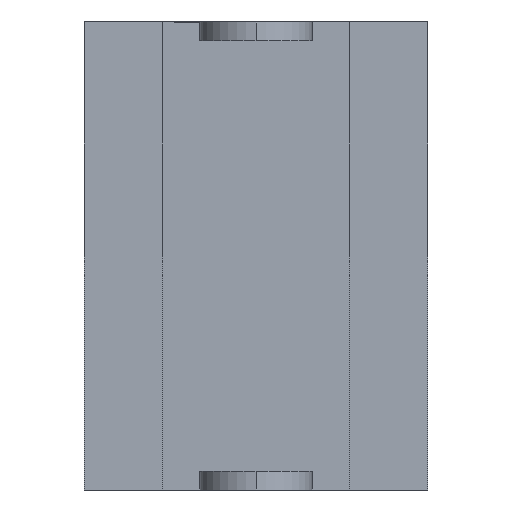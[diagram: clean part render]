
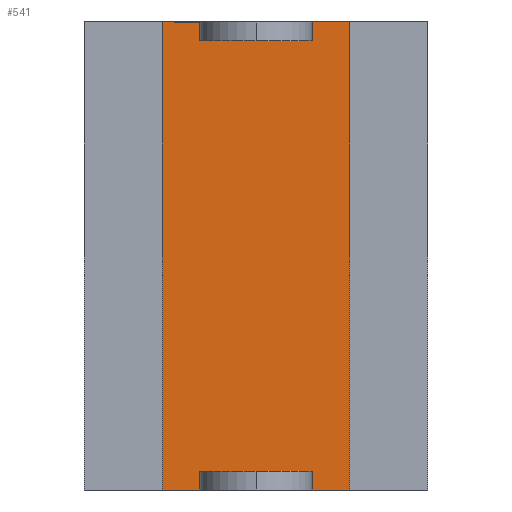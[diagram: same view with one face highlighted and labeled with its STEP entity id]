
A CAD part, front view. The second image highlights one B-rep face of the part: STEP entity #541.
In plain terms, the highlighted planar face has unit normal (0, -1, 0).
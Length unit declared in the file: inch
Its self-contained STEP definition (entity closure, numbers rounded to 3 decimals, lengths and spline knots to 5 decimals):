
#7 = ORIENTED_EDGE ( 'NONE', *, *, #656, .F. ) ;
#12 = VECTOR ( 'NONE', #593, 39.37008 ) ;
#13 = CARTESIAN_POINT ( 'NONE',  ( 0.0975, 0.02, 0. ) ) ;
#17 = DIRECTION ( 'NONE',  ( 1., 0., 0. ) ) ;
#18 = VECTOR ( 'NONE', #440, 39.37008 ) ;
#38 = ORIENTED_EDGE ( 'NONE', *, *, #217, .F. ) ;
#48 = ORIENTED_EDGE ( 'NONE', *, *, #782, .T. ) ;
#59 = EDGE_CURVE ( 'NONE', #119, #588, #686, .T. ) ;
#61 = VERTEX_POINT ( 'NONE', #746 ) ;
#74 = ORIENTED_EDGE ( 'NONE', *, *, #720, .F. ) ;
#78 = EDGE_CURVE ( 'NONE', #471, #119, #353, .T. ) ;
#80 = LINE ( 'NONE', #278, #250 ) ;
#99 = CARTESIAN_POINT ( 'NONE',  ( 0.0495, 0.02, 0.008 ) ) ;
#108 = VECTOR ( 'NONE', #17, 39.37008 ) ;
#112 = CARTESIAN_POINT ( 'NONE',  ( 0.0975, 0.02, 0. ) ) ;
#114 = CARTESIAN_POINT ( 'NONE',  ( 0.1135, 0.02, 0.2 ) ) ;
#119 = VERTEX_POINT ( 'NONE', #148 ) ;
#148 = CARTESIAN_POINT ( 'NONE',  ( 0.0495, 0.02, 0.2 ) ) ;
#161 = EDGE_CURVE ( 'NONE', #749, #701, #276, .T. ) ;
#184 = EDGE_CURVE ( 'NONE', #558, #527, #606, .T. ) ;
#195 = CARTESIAN_POINT ( 'NONE',  ( 0.1135, 0.02, 0.2 ) ) ;
#210 = CARTESIAN_POINT ( 'NONE',  ( 0.0335, 0.02, 0.2 ) ) ;
#216 = VECTOR ( 'NONE', #491, 39.37008 ) ;
#217 = EDGE_CURVE ( 'NONE', #265, #701, #223, .T. ) ;
#218 = ORIENTED_EDGE ( 'NONE', *, *, #161, .T. ) ;
#223 = LINE ( 'NONE', #226, #216 ) ;
#225 = CARTESIAN_POINT ( 'NONE',  ( 0.0495, 0.02, 0.2 ) ) ;
#226 = CARTESIAN_POINT ( 'NONE',  ( 0.0495, 0.02, 0. ) ) ;
#227 = VECTOR ( 'NONE', #517, 39.37008 ) ;
#232 = DIRECTION ( 'NONE',  ( 0., 0., -1. ) ) ;
#235 = LINE ( 'NONE', #512, #718 ) ;
#250 = VECTOR ( 'NONE', #546, 39.37008 ) ;
#261 = ORIENTED_EDGE ( 'NONE', *, *, #852, .F. ) ;
#262 = VECTOR ( 'NONE', #810, 39.37008 ) ;
#265 = VERTEX_POINT ( 'NONE', #443 ) ;
#276 = LINE ( 'NONE', #286, #108 ) ;
#278 = CARTESIAN_POINT ( 'NONE',  ( 0.0495, 0.02, 0.192 ) ) ;
#286 = CARTESIAN_POINT ( 'NONE',  ( 0.0335, 0.02, 0. ) ) ;
#291 = VECTOR ( 'NONE', #538, 39.37008 ) ;
#307 = EDGE_LOOP ( 'NONE', ( #38, #7, #384, #48, #261, #373, #74, #468, #781, #772, #459, #218 ) ) ;
#314 = PLANE ( 'NONE',  #658 ) ;
#322 = VECTOR ( 'NONE', #435, 39.37008 ) ;
#353 = LINE ( 'NONE', #210, #262 ) ;
#356 = EDGE_CURVE ( 'NONE', #588, #507, #80, .T. ) ;
#363 = VECTOR ( 'NONE', #840, 39.37008 ) ;
#365 = LINE ( 'NONE', #99, #363 ) ;
#373 = ORIENTED_EDGE ( 'NONE', *, *, #394, .F. ) ;
#376 = CARTESIAN_POINT ( 'NONE',  ( 0.0335, 0.02, 0. ) ) ;
#383 = DIRECTION ( 'NONE',  ( 0., 0., 1. ) ) ;
#384 = ORIENTED_EDGE ( 'NONE', *, *, #184, .F. ) ;
#394 = EDGE_CURVE ( 'NONE', #61, #657, #532, .T. ) ;
#412 = CARTESIAN_POINT ( 'NONE',  ( 0.0335, 0.02, 0.2 ) ) ;
#415 = CARTESIAN_POINT ( 'NONE',  ( 0.1135, 0.02, 0. ) ) ;
#424 = VERTEX_POINT ( 'NONE', #415 ) ;
#435 = DIRECTION ( 'NONE',  ( 1., 0., 0. ) ) ;
#440 = DIRECTION ( 'NONE',  ( 0., 0., -1. ) ) ;
#443 = CARTESIAN_POINT ( 'NONE',  ( 0.0495, 0.02, 0.008 ) ) ;
#459 = ORIENTED_EDGE ( 'NONE', *, *, #620, .T. ) ;
#468 = ORIENTED_EDGE ( 'NONE', *, *, #356, .F. ) ;
#471 = VERTEX_POINT ( 'NONE', #412 ) ;
#491 = DIRECTION ( 'NONE',  ( 0., 0., -1. ) ) ;
#501 = FACE_OUTER_BOUND ( 'NONE', #307, .T. ) ;
#505 = LINE ( 'NONE', #763, #12 ) ;
#507 = VERTEX_POINT ( 'NONE', #838 ) ;
#512 = CARTESIAN_POINT ( 'NONE',  ( 0.0975, 0.02, 0.2 ) ) ;
#517 = DIRECTION ( 'NONE',  ( 0., 0., -1. ) ) ;
#518 = DIRECTION ( 'NONE',  ( 0., 1., 0. ) ) ;
#527 = VERTEX_POINT ( 'NONE', #776 ) ;
#532 = LINE ( 'NONE', #794, #322 ) ;
#538 = DIRECTION ( 'NONE',  ( 0., 0., 1. ) ) ;
#541 = ADVANCED_FACE ( 'NONE', ( #501 ), #314, .F. ) ;
#546 = DIRECTION ( 'NONE',  ( 1., 0., 0. ) ) ;
#558 = VERTEX_POINT ( 'NONE', #112 ) ;
#569 = LINE ( 'NONE', #830, #18 ) ;
#588 = VERTEX_POINT ( 'NONE', #760 ) ;
#593 = DIRECTION ( 'NONE',  ( 1., 0., 0. ) ) ;
#606 = LINE ( 'NONE', #13, #291 ) ;
#620 = EDGE_CURVE ( 'NONE', #471, #749, #569, .T. ) ;
#647 = CARTESIAN_POINT ( 'NONE',  ( 0.0495, 0.02, 0. ) ) ;
#656 = EDGE_CURVE ( 'NONE', #527, #265, #365, .T. ) ;
#657 = VERTEX_POINT ( 'NONE', #114 ) ;
#658 = AXIS2_PLACEMENT_3D ( 'NONE', #708, #518, #383 ) ;
#686 = LINE ( 'NONE', #225, #741 ) ;
#701 = VERTEX_POINT ( 'NONE', #647 ) ;
#708 = CARTESIAN_POINT ( 'NONE',  ( 0.0335, 0.02, 0.2 ) ) ;
#718 = VECTOR ( 'NONE', #775, 39.37008 ) ;
#720 = EDGE_CURVE ( 'NONE', #507, #61, #235, .T. ) ;
#741 = VECTOR ( 'NONE', #232, 39.37008 ) ;
#746 = CARTESIAN_POINT ( 'NONE',  ( 0.0975, 0.02, 0.2 ) ) ;
#749 = VERTEX_POINT ( 'NONE', #376 ) ;
#760 = CARTESIAN_POINT ( 'NONE',  ( 0.0495, 0.02, 0.192 ) ) ;
#763 = CARTESIAN_POINT ( 'NONE',  ( 0.0335, 0.02, 0. ) ) ;
#772 = ORIENTED_EDGE ( 'NONE', *, *, #78, .F. ) ;
#775 = DIRECTION ( 'NONE',  ( 0., 0., 1. ) ) ;
#776 = CARTESIAN_POINT ( 'NONE',  ( 0.0975, 0.02, 0.008 ) ) ;
#781 = ORIENTED_EDGE ( 'NONE', *, *, #59, .F. ) ;
#782 = EDGE_CURVE ( 'NONE', #558, #424, #505, .T. ) ;
#787 = LINE ( 'NONE', #195, #227 ) ;
#794 = CARTESIAN_POINT ( 'NONE',  ( 0.0335, 0.02, 0.2 ) ) ;
#810 = DIRECTION ( 'NONE',  ( 1., 0., 0. ) ) ;
#830 = CARTESIAN_POINT ( 'NONE',  ( 0.0335, 0.02, 0.2 ) ) ;
#838 = CARTESIAN_POINT ( 'NONE',  ( 0.0975, 0.02, 0.192 ) ) ;
#840 = DIRECTION ( 'NONE',  ( -1., 0., 0. ) ) ;
#852 = EDGE_CURVE ( 'NONE', #657, #424, #787, .T. ) ;
